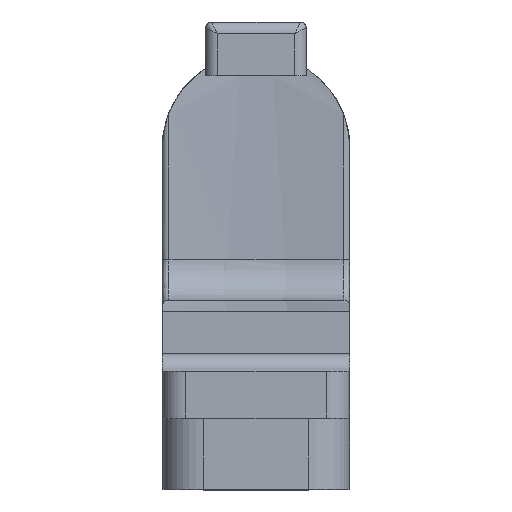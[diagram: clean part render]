
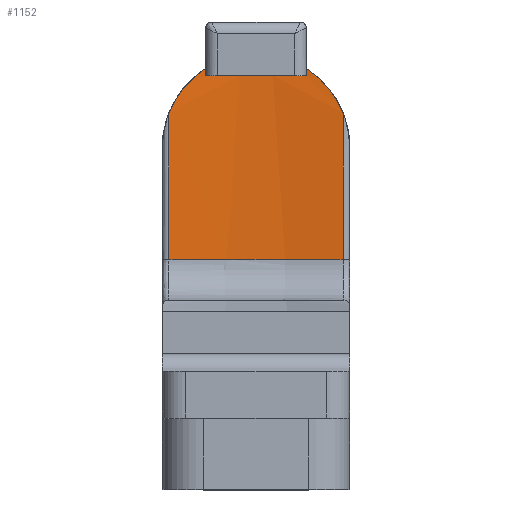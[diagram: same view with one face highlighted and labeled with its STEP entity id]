
A CAD part, top view. The second image highlights one B-rep face of the part: STEP entity #1152.
In plain terms, the highlighted cylindrical face has radius 49.35 mm (diameter 98.7 mm), a partial arc.
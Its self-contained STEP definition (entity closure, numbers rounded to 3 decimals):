
#62=B_SPLINE_CURVE_WITH_KNOTS('',3,(#2074,#2075,#2076,#2077,#2078,#2079,
#2080,#2081),.UNSPECIFIED.,.F.,.F.,(4,2,2,4),(-3.19,-3.019,
-2.717,-2.709),.UNSPECIFIED.);
#63=B_SPLINE_CURVE_WITH_KNOTS('',3,(#2091,#2092,#2093,#2094,#2095,#2096,
#2097,#2098),.UNSPECIFIED.,.F.,.F.,(4,2,2,4),(2.709,2.717,
3.019,3.19),.UNSPECIFIED.);
#78=LINE('',#1833,#160);
#112=LINE('',#2113,#194);
#132=LINE('',#2226,#214);
#138=LINE('',#2299,#220);
#160=VECTOR('',#1365,10.);
#194=VECTOR('',#1479,10.);
#214=VECTOR('',#1535,10.);
#220=VECTOR('',#1567,10.);
#259=CYLINDRICAL_SURFACE('',#1283,49.35);
#324=FACE_OUTER_BOUND('',#391,.T.);
#391=EDGE_LOOP('',(#1024,#1025,#1026,#1027,#1028,#1029,#1030,#1031));
#464=CIRCLE('',#1284,49.35);
#465=CIRCLE('',#1285,49.35);
#495=VERTEX_POINT('',#1830);
#496=VERTEX_POINT('',#1832);
#536=VERTEX_POINT('',#2065);
#539=VERTEX_POINT('',#2089);
#540=VERTEX_POINT('',#2090);
#542=VERTEX_POINT('',#2111);
#567=VERTEX_POINT('',#2225);
#576=VERTEX_POINT('',#2291);
#614=EDGE_CURVE('',#495,#496,#78,.T.);
#673=EDGE_CURVE('',#496,#536,#62,.T.);
#677=EDGE_CURVE('',#539,#540,#63,.T.);
#682=EDGE_CURVE('',#542,#539,#112,.T.);
#715=EDGE_CURVE('',#540,#567,#132,.T.);
#731=EDGE_CURVE('',#536,#576,#138,.T.);
#738=EDGE_CURVE('',#495,#567,#464,.T.);
#739=EDGE_CURVE('',#576,#542,#465,.T.);
#1024=ORIENTED_EDGE('',*,*,#673,.F.);
#1025=ORIENTED_EDGE('',*,*,#614,.F.);
#1026=ORIENTED_EDGE('',*,*,#738,.T.);
#1027=ORIENTED_EDGE('',*,*,#715,.F.);
#1028=ORIENTED_EDGE('',*,*,#677,.F.);
#1029=ORIENTED_EDGE('',*,*,#682,.F.);
#1030=ORIENTED_EDGE('',*,*,#739,.F.);
#1031=ORIENTED_EDGE('',*,*,#731,.F.);
#1152=ADVANCED_FACE('',(#324),#259,.F.);
#1283=AXIS2_PLACEMENT_3D('',#2312,#1584,#1585);
#1284=AXIS2_PLACEMENT_3D('',#2313,#1586,#1587);
#1285=AXIS2_PLACEMENT_3D('',#2314,#1588,#1589);
#1365=DIRECTION('',(0.,1.,0.));
#1479=DIRECTION('',(0.,1.,0.));
#1535=DIRECTION('',(0.,-1.,0.));
#1567=DIRECTION('',(0.,-1.,0.));
#1584=DIRECTION('center_axis',(0.,1.,0.));
#1585=DIRECTION('ref_axis',(-1.,0.,0.));
#1586=DIRECTION('center_axis',(0.,1.,0.));
#1587=DIRECTION('ref_axis',(-1.,0.,0.));
#1588=DIRECTION('center_axis',(0.,1.,0.));
#1589=DIRECTION('ref_axis',(-1.,0.,0.));
#1830=CARTESIAN_POINT('',(4.288,-5.05,-49.113));
#1832=CARTESIAN_POINT('',(4.288,-4.437,-49.113));
#1833=CARTESIAN_POINT('',(4.288,-25.25,-49.113));
#2065=CARTESIAN_POINT('',(7.425,-8.212,-48.738));
#2074=CARTESIAN_POINT('Ctrl Pts',(4.288,-4.437,-49.113));
#2075=CARTESIAN_POINT('Ctrl Pts',(4.793,-4.758,-49.069));
#2076=CARTESIAN_POINT('Ctrl Pts',(5.255,-5.132,-49.021));
#2077=CARTESIAN_POINT('Ctrl Pts',(6.366,-6.243,-48.893));
#2078=CARTESIAN_POINT('Ctrl Pts',(6.982,-7.142,-48.805));
#2079=CARTESIAN_POINT('Ctrl Pts',(7.402,-8.155,-48.742));
#2080=CARTESIAN_POINT('Ctrl Pts',(7.413,-8.183,-48.74));
#2081=CARTESIAN_POINT('Ctrl Pts',(7.425,-8.212,-48.738));
#2089=CARTESIAN_POINT('',(-7.425,-8.212,-48.738));
#2090=CARTESIAN_POINT('',(-4.288,-4.437,-49.113));
#2091=CARTESIAN_POINT('Ctrl Pts',(-7.425,-8.212,-48.738));
#2092=CARTESIAN_POINT('Ctrl Pts',(-7.413,-8.183,-48.74));
#2093=CARTESIAN_POINT('Ctrl Pts',(-7.402,-8.155,-48.742));
#2094=CARTESIAN_POINT('Ctrl Pts',(-6.982,-7.142,-48.805));
#2095=CARTESIAN_POINT('Ctrl Pts',(-6.366,-6.243,-48.893));
#2096=CARTESIAN_POINT('Ctrl Pts',(-5.255,-5.132,-49.021));
#2097=CARTESIAN_POINT('Ctrl Pts',(-4.793,-4.758,-49.069));
#2098=CARTESIAN_POINT('Ctrl Pts',(-4.288,-4.437,-49.113));
#2111=CARTESIAN_POINT('',(-7.425,-20.75,-48.738));
#2113=CARTESIAN_POINT('',(-7.425,-25.25,-48.738));
#2225=CARTESIAN_POINT('',(-4.288,-5.05,-49.113));
#2226=CARTESIAN_POINT('',(-4.288,-25.25,-49.113));
#2291=CARTESIAN_POINT('',(7.425,-20.75,-48.738));
#2299=CARTESIAN_POINT('',(7.425,-25.25,-48.738));
#2312=CARTESIAN_POINT('Origin',(0.,-25.25,0.05));
#2313=CARTESIAN_POINT('Origin',(0.,-5.05,0.05));
#2314=CARTESIAN_POINT('Origin',(0.,-20.75,0.05));
